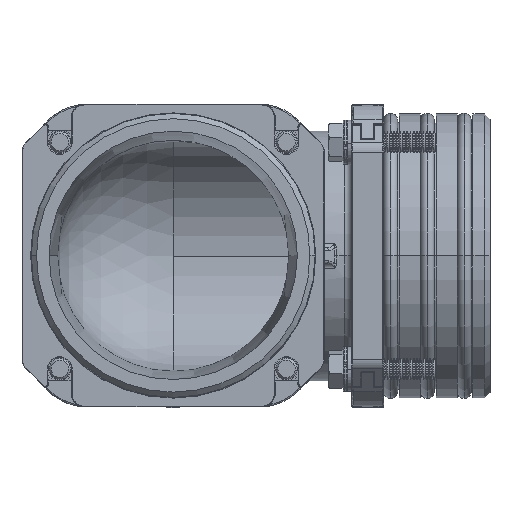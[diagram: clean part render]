
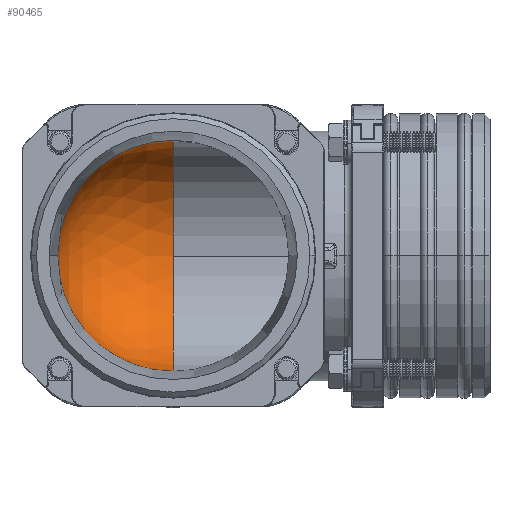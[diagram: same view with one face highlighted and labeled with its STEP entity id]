
A CAD part, top view. The second image highlights one B-rep face of the part: STEP entity #90465.
In plain terms, the highlighted spherical face has radius 44 mm.
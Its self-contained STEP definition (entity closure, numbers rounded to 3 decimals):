
#4660 = DIRECTION ( 'NONE',  ( 1., 0., 0. ) ) ;
#6954 = CARTESIAN_POINT ( 'NONE',  ( 0., 0., 0. ) ) ;
#7340 = VERTEX_POINT ( 'NONE', #42138 ) ;
#8225 = AXIS2_PLACEMENT_3D ( 'NONE', #105501, #105138, #80454 ) ;
#13196 = FACE_OUTER_BOUND ( 'NONE', #67397, .T. ) ;
#13350 = CIRCLE ( 'NONE', #28469, 44. ) ;
#16068 = EDGE_CURVE ( 'NONE', #7340, #36672, #108440, .T. ) ;
#20693 = DIRECTION ( 'NONE',  ( -1., 0., 0. ) ) ;
#22106 = AXIS2_PLACEMENT_3D ( 'NONE', #6954, #59113, #23646 ) ;
#23646 = DIRECTION ( 'NONE',  ( 0., 0., -1. ) ) ;
#27487 = EDGE_CURVE ( 'NONE', #36672, #54764, #54663, .T. ) ;
#28257 = ORIENTED_EDGE ( 'NONE', *, *, #40358, .T. ) ;
#28469 = AXIS2_PLACEMENT_3D ( 'NONE', #56153, #30100, #106861 ) ;
#30100 = DIRECTION ( 'NONE',  ( 0., 0., 1. ) ) ;
#30802 = CARTESIAN_POINT ( 'NONE',  ( 0., 0., 0. ) ) ;
#32647 = CARTESIAN_POINT ( 'NONE',  ( 0., -44., 0. ) ) ;
#34658 = ORIENTED_EDGE ( 'NONE', *, *, #73142, .T. ) ;
#36672 = VERTEX_POINT ( 'NONE', #101638 ) ;
#40358 = EDGE_CURVE ( 'NONE', #41760, #54764, #13350, .T. ) ;
#41760 = VERTEX_POINT ( 'NONE', #65111 ) ;
#42138 = CARTESIAN_POINT ( 'NONE',  ( 0., 44., 0. ) ) ;
#42397 = AXIS2_PLACEMENT_3D ( 'NONE', #81093, #20693, #87948 ) ;
#44944 = CIRCLE ( 'NONE', #45236, 44. ) ;
#45236 = AXIS2_PLACEMENT_3D ( 'NONE', #30802, #74113, #4660 ) ;
#54663 = CIRCLE ( 'NONE', #8225, 44. ) ;
#54764 = VERTEX_POINT ( 'NONE', #32647 ) ;
#56153 = CARTESIAN_POINT ( 'NONE',  ( 0., 0., 0. ) ) ;
#59113 = DIRECTION ( 'NONE',  ( -1., 0., 0. ) ) ;
#65111 = CARTESIAN_POINT ( 'NONE',  ( -44., 0., 0. ) ) ;
#67397 = EDGE_LOOP ( 'NONE', ( #100613, #34658, #28257, #107728 ) ) ;
#73142 = EDGE_CURVE ( 'NONE', #7340, #41760, #44944, .T. ) ;
#73952 = SPHERICAL_SURFACE ( 'NONE', #22106, 44. ) ;
#74113 = DIRECTION ( 'NONE',  ( 0., 0., 1. ) ) ;
#80454 = DIRECTION ( 'NONE',  ( 0., 0., 1. ) ) ;
#81093 = CARTESIAN_POINT ( 'NONE',  ( 0., 0., 0. ) ) ;
#87948 = DIRECTION ( 'NONE',  ( 0., 0., 1. ) ) ;
#90465 = ADVANCED_FACE ( 'NONE', ( #13196 ), #73952, .F. ) ;
#100613 = ORIENTED_EDGE ( 'NONE', *, *, #16068, .F. ) ;
#101638 = CARTESIAN_POINT ( 'NONE',  ( 0., 0., -44. ) ) ;
#105138 = DIRECTION ( 'NONE',  ( -1., 0., 0. ) ) ;
#105501 = CARTESIAN_POINT ( 'NONE',  ( 0., 0., 0. ) ) ;
#106861 = DIRECTION ( 'NONE',  ( 1., 0., 0. ) ) ;
#107728 = ORIENTED_EDGE ( 'NONE', *, *, #27487, .F. ) ;
#108440 = CIRCLE ( 'NONE', #42397, 44. ) ;
